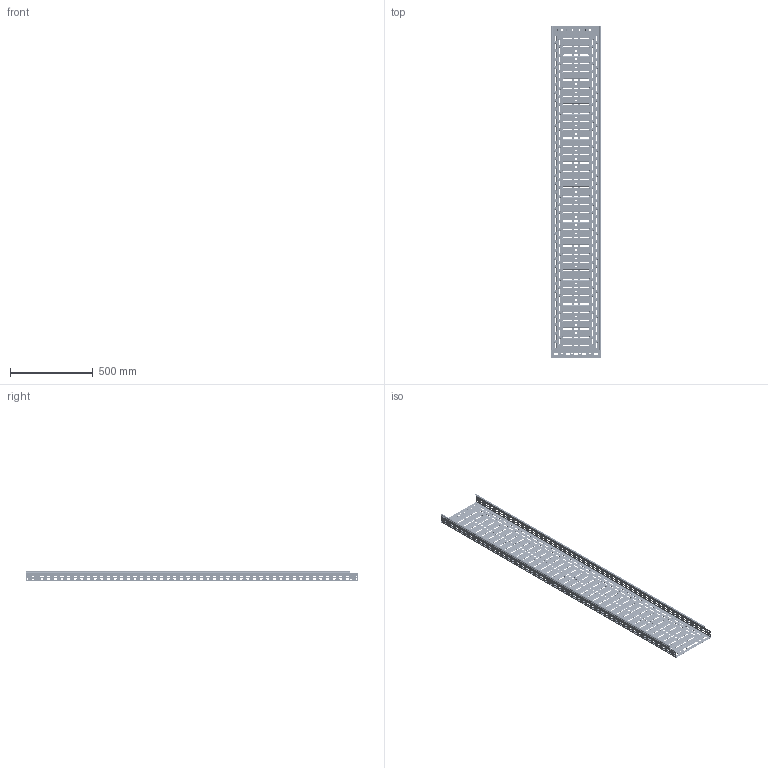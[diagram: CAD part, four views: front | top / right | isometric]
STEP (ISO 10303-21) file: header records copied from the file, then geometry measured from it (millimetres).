
FILE_DESCRIPTION(/* description */ (''),/* implementation_level */ '2;1');
FILE_NAME(/* name */ 'KFL300H60_2.stp',/* time_stamp */ '2020-03-24T12:19:27+01:00',/* author */ ('stanislaw.luczak'),/* organization */ (''),/* preprocessor_version */ 'ST-DEVELOPER v18',/* originating_system */ 'Autodesk Inventor 2020',/* authorisation */ '');
FILE_SCHEMA (('AUTOMOTIVE_DESIGN { 1 0 10303 214 3 1 1 }'));
Products named in the file (1): KFL300H60_2
Bounding box: 305.6 x 2000 x 61.39 mm (x, y, z)
Volume: 558102.3 mm3; surface area: 1591080.9 mm2
Topology: 1 solids, 1 shells, 8618 faces, 20934 edges, 12824 vertices
Faces by surface type: plane 3245, cylinder 3109, torus 1510, cone 752, bspline 2
Full cylindrical faces by diameter (mm): 11 x27
Entity records: 253473 total; most frequent: DIRECTION 47216, CARTESIAN_POINT 42561, ORIENTED_EDGE 41860, EDGE_CURVE 20930, AXIS2_PLACEMENT_3D 17689, VERTEX_POINT 12816, LINE 11838, VECTOR 11838
